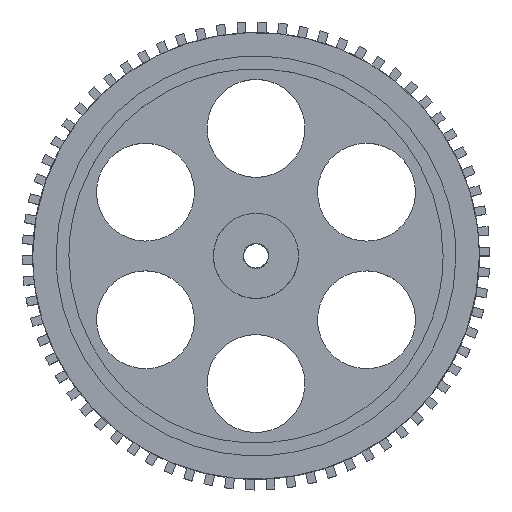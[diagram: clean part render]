
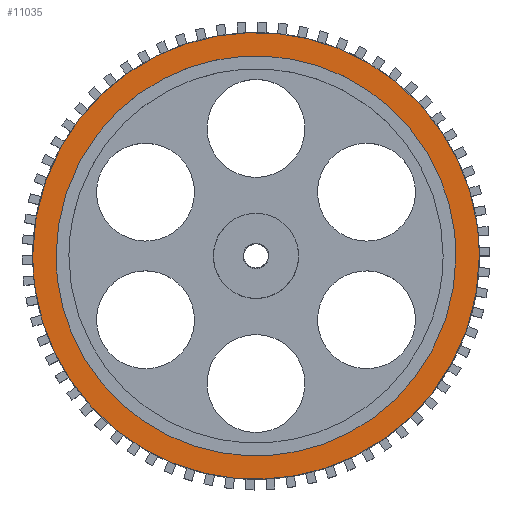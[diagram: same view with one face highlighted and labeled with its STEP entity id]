
A CAD part, top view. The second image highlights one B-rep face of the part: STEP entity #11035.
In plain terms, the highlighted free-form (B-spline) face has degree [1, 1] with [2, 2] control points.
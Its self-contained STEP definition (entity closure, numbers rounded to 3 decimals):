
#1476 = VERTEX_POINT('',#1477);
#1477 = CARTESIAN_POINT('',(-49.65,0.,13.205));
#1495 = VERTEX_POINT('',#1496);
#1496 = CARTESIAN_POINT('',(49.65,0.,
    13.205));
#1501 = EDGE_CURVE('',#1495,#1476,#1502,.T.);
#1502 = ( BOUNDED_CURVE() B_SPLINE_CURVE(2,(#1503,#1504,#1505,#1506,
#1507),.UNSPECIFIED.,.F.,.F.) B_SPLINE_CURVE_WITH_KNOTS((3,2,3),(
    3.142,4.712,6.283),
.PIECEWISE_BEZIER_KNOTS.) CURVE() GEOMETRIC_REPRESENTATION_ITEM() 
RATIONAL_B_SPLINE_CURVE((1.,0.707,1.,0.707,1.)) 
REPRESENTATION_ITEM('') );
#1503 = CARTESIAN_POINT('',(49.65,0.,
    13.205));
#1504 = CARTESIAN_POINT('',(49.65,-49.65,
    13.205));
#1505 = CARTESIAN_POINT('',(0.,-49.65,
    13.205));
#1506 = CARTESIAN_POINT('',(-49.65,-49.65,
    13.205));
#1507 = CARTESIAN_POINT('',(-49.65,0.,
    13.205));
#2707 = EDGE_CURVE('',#2708,#2710,#2712,.T.);
#2708 = VERTEX_POINT('',#2709);
#2709 = CARTESIAN_POINT('',(-55.46,0.,13.205));
#2710 = VERTEX_POINT('',#2711);
#2711 = CARTESIAN_POINT('',(55.46,0.,
    13.205));
#2712 = ( BOUNDED_CURVE() B_SPLINE_CURVE(2,(#2713,#2714,#2715,#2716,
#2717),.UNSPECIFIED.,.F.,.F.) B_SPLINE_CURVE_WITH_KNOTS((3,2,3),(0.,
1.571,3.142),.PIECEWISE_BEZIER_KNOTS.) CURVE() 
GEOMETRIC_REPRESENTATION_ITEM() RATIONAL_B_SPLINE_CURVE((1.,
0.707,1.,0.707,1.)) REPRESENTATION_ITEM('') );
#2713 = CARTESIAN_POINT('',(-55.46,0.,13.205));
#2714 = CARTESIAN_POINT('',(-55.46,55.46,
    13.205));
#2715 = CARTESIAN_POINT('',(0.,55.46,
    13.205));
#2716 = CARTESIAN_POINT('',(55.46,55.46,
    13.205));
#2717 = CARTESIAN_POINT('',(55.46,0.,
    13.205));
#7281 = EDGE_CURVE('',#2710,#2708,#7282,.T.);
#7282 = ( BOUNDED_CURVE() B_SPLINE_CURVE(2,(#7283,#7284,#7285,#7286,
#7287),.UNSPECIFIED.,.F.,.F.) B_SPLINE_CURVE_WITH_KNOTS((3,2,3),(
    3.142,4.712,6.283),
.PIECEWISE_BEZIER_KNOTS.) CURVE() GEOMETRIC_REPRESENTATION_ITEM() 
RATIONAL_B_SPLINE_CURVE((1.,0.707,1.,0.707,1.)) 
REPRESENTATION_ITEM('') );
#7283 = CARTESIAN_POINT('',(55.46,0.,
    13.205));
#7284 = CARTESIAN_POINT('',(55.46,-55.46,
    13.205));
#7285 = CARTESIAN_POINT('',(0.,-55.46,
    13.205));
#7286 = CARTESIAN_POINT('',(-55.46,-55.46,
    13.205));
#7287 = CARTESIAN_POINT('',(-55.46,0.,
    13.205));
#11035 = ADVANCED_FACE('',(#11036,#11047),#11051,.T.);
#11036 = FACE_BOUND('',#11037,.T.);
#11037 = EDGE_LOOP('',(#11038,#11046));
#11038 = ORIENTED_EDGE('',*,*,#11039,.T.);
#11039 = EDGE_CURVE('',#1476,#1495,#11040,.T.);
#11040 = ( BOUNDED_CURVE() B_SPLINE_CURVE(2,(#11041,#11042,#11043,#11044
,#11045),.UNSPECIFIED.,.F.,.F.) B_SPLINE_CURVE_WITH_KNOTS((3,2,3),(0.,
1.571,3.142),.PIECEWISE_BEZIER_KNOTS.) CURVE() 
GEOMETRIC_REPRESENTATION_ITEM() RATIONAL_B_SPLINE_CURVE((1.,
0.707,1.,0.707,1.)) REPRESENTATION_ITEM('') );
#11041 = CARTESIAN_POINT('',(-49.65,0.,13.205));
#11042 = CARTESIAN_POINT('',(-49.65,49.65,
    13.205));
#11043 = CARTESIAN_POINT('',(0.,49.65,
    13.205));
#11044 = CARTESIAN_POINT('',(49.65,49.65,
    13.205));
#11045 = CARTESIAN_POINT('',(49.65,0.,
    13.205));
#11046 = ORIENTED_EDGE('',*,*,#1501,.T.);
#11047 = FACE_BOUND('',#11048,.T.);
#11048 = EDGE_LOOP('',(#11049,#11050));
#11049 = ORIENTED_EDGE('',*,*,#2707,.F.);
#11050 = ORIENTED_EDGE('',*,*,#7281,.F.);
#11051 = B_SPLINE_SURFACE_WITH_KNOTS('',1,1,(
    (#11052,#11053)
    ,(#11054,#11055
  )),.UNSPECIFIED.,.F.,.F.,.F.,(2,2),(2,2),(-52.5,52.5),(-52.5,52.5),
  .PIECEWISE_BEZIER_KNOTS.);
#11052 = CARTESIAN_POINT('',(55.46,55.46,
    13.205));
#11053 = CARTESIAN_POINT('',(55.46,-55.46,
    13.205));
#11054 = CARTESIAN_POINT('',(-55.46,55.46,
    13.205));
#11055 = CARTESIAN_POINT('',(-55.46,-55.46,
    13.205));
